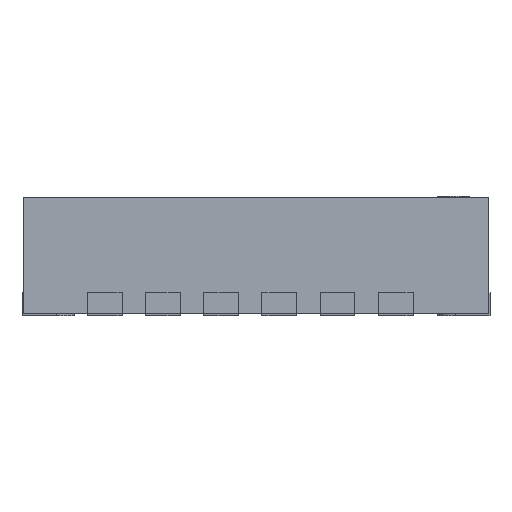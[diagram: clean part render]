
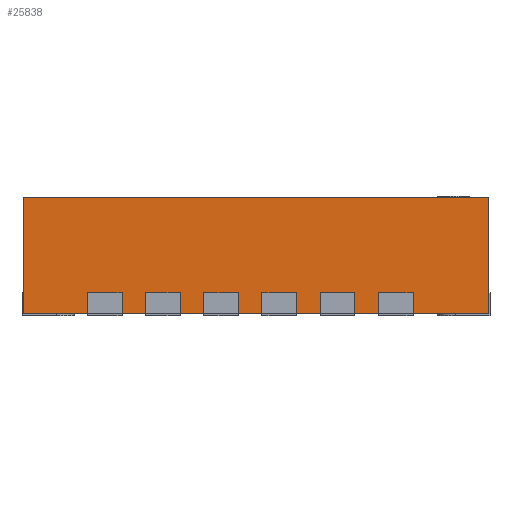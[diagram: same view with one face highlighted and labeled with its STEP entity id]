
A CAD part, left-side view. The second image highlights one B-rep face of the part: STEP entity #25838.
In plain terms, the highlighted planar face has unit normal (-1, 0, 0).
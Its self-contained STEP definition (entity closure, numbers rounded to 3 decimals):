
#74 = ORIENTED_EDGE ( 'NONE', *, *, #14437, .T. ) ;
#551 = VERTEX_POINT ( 'NONE', #8395 ) ;
#680 = DIRECTION ( 'NONE',  ( 0., 0., -1. ) ) ;
#2491 = LINE ( 'NONE', #4391, #14323 ) ;
#3260 = ORIENTED_EDGE ( 'NONE', *, *, #14772, .F. ) ;
#3330 = VECTOR ( 'NONE', #12181, 1000. ) ;
#3988 = ORIENTED_EDGE ( 'NONE', *, *, #12622, .T. ) ;
#3995 = AXIS2_PLACEMENT_3D ( 'NONE', #7718, #7855, #13980 ) ;
#4139 = VERTEX_POINT ( 'NONE', #16083 ) ;
#4391 = CARTESIAN_POINT ( 'NONE',  ( -2., -2., 0. ) ) ;
#5990 = VECTOR ( 'NONE', #680, 1000. ) ;
#6421 = DIRECTION ( 'NONE',  ( 0., -1., 0. ) ) ;
#7568 = DIRECTION ( 'NONE',  ( 0., -1., 0. ) ) ;
#7718 = CARTESIAN_POINT ( 'NONE',  ( -2., -2., 1. ) ) ;
#7855 = DIRECTION ( 'NONE',  ( 1., 0., 0. ) ) ;
#8395 = CARTESIAN_POINT ( 'NONE',  ( -2., 2., 1. ) ) ;
#12181 = DIRECTION ( 'NONE',  ( 0., 0., -1. ) ) ;
#12622 = EDGE_CURVE ( 'NONE', #22124, #20594, #2491, .T. ) ;
#13980 = DIRECTION ( 'NONE',  ( 0., 0., -1. ) ) ;
#14262 = PLANE ( 'NONE',  #3995 ) ;
#14323 = VECTOR ( 'NONE', #6421, 1000. ) ;
#14437 = EDGE_CURVE ( 'NONE', #551, #22124, #21904, .T. ) ;
#14772 = EDGE_CURVE ( 'NONE', #551, #4139, #26258, .T. ) ;
#15321 = EDGE_CURVE ( 'NONE', #4139, #20594, #19368, .T. ) ;
#15984 = VECTOR ( 'NONE', #7568, 1000. ) ;
#16083 = CARTESIAN_POINT ( 'NONE',  ( -2., -2., 1. ) ) ;
#17019 = CARTESIAN_POINT ( 'NONE',  ( -2., 2., 0. ) ) ;
#18341 = ORIENTED_EDGE ( 'NONE', *, *, #15321, .F. ) ;
#19368 = LINE ( 'NONE', #23169, #5990 ) ;
#20594 = VERTEX_POINT ( 'NONE', #22618 ) ;
#20627 = EDGE_LOOP ( 'NONE', ( #3988, #18341, #3260, #74 ) ) ;
#21904 = LINE ( 'NONE', #26015, #3330 ) ;
#22124 = VERTEX_POINT ( 'NONE', #17019 ) ;
#22618 = CARTESIAN_POINT ( 'NONE',  ( -2., -2., 0. ) ) ;
#23169 = CARTESIAN_POINT ( 'NONE',  ( -2., -2., 1. ) ) ;
#24063 = CARTESIAN_POINT ( 'NONE',  ( -2., -2., 1. ) ) ;
#25838 = ADVANCED_FACE ( 'NONE', ( #26674 ), #14262, .F. ) ;
#26015 = CARTESIAN_POINT ( 'NONE',  ( -2., 2., 1. ) ) ;
#26258 = LINE ( 'NONE', #24063, #15984 ) ;
#26674 = FACE_OUTER_BOUND ( 'NONE', #20627, .T. ) ;
